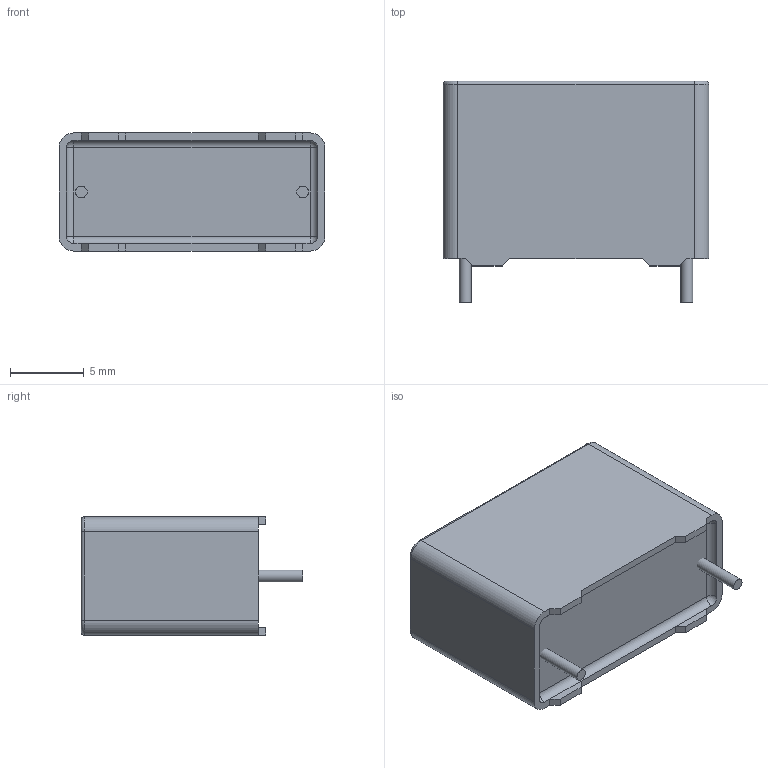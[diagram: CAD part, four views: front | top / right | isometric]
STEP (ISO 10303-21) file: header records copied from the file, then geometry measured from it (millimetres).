
FILE_DESCRIPTION(/* description */ (''),/* implementation_level */ '2;1');
FILE_NAME(/* name */ 'mkp15 v1.step',/* time_stamp */ '2019-04-29T10:19:29+05:00',/* author */ ('alexa_11'),/* organization */ (''),/* preprocessor_version */ 'ST-DEVELOPER v18',/* originating_system */ 'Autodesk Translation Framework v8.2.0.1029',/* authorisation */ '');
FILE_SCHEMA (('AUTOMOTIVE_DESIGN { 1 0 10303 214 3 1 1 }'));
Length unit declared in the file: millimetre
Products named in the file (1): mkp15
Bounding box: 18 x 15 x 8 mm (x, y, z)
Volume: 1668.9 mm3; surface area: 941.7 mm2
Topology: 3 solids, 3 shells, 52 faces, 118 edges, 72 vertices
Faces by surface type: plane 30, cylinder 14, torus 4, sphere 4
Full cylindrical faces by diameter (mm): 0.8 x2
Entity records: 1483 total; most frequent: DIRECTION 260, CARTESIAN_POINT 243, ORIENTED_EDGE 236, EDGE_CURVE 118, AXIS2_PLACEMENT_3D 89, LINE 82, VECTOR 82, VERTEX_POINT 72
